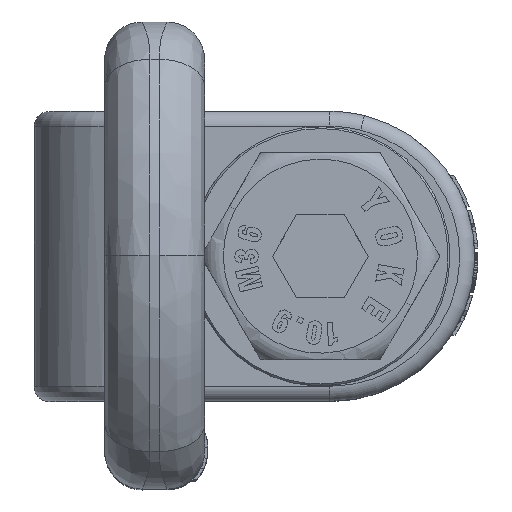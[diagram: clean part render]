
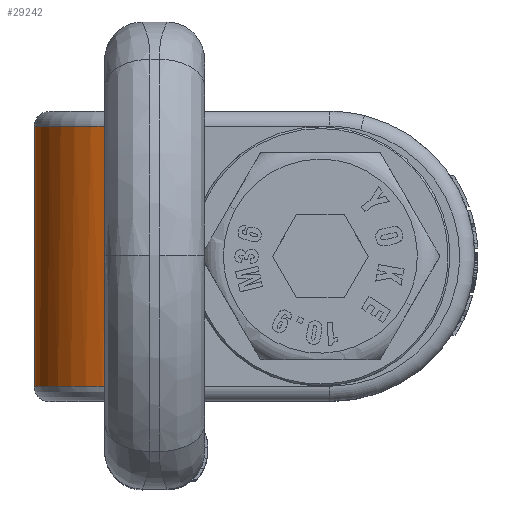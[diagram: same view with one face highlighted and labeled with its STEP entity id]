
A CAD part, top view. The second image highlights one B-rep face of the part: STEP entity #29242.
In plain terms, the highlighted cylindrical face has radius 30 mm (diameter 60 mm), a partial arc.
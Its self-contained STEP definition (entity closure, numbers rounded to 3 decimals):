
#27225=CARTESIAN_POINT('Vertex',(0.,34.5,0.)) ;
#27228=CARTESIAN_POINT('Axis2P3D Location',(30.,34.5,0.)) ;
#27232=CARTESIAN_POINT('Vertex',(30.,34.5,30.)) ;
#27617=CARTESIAN_POINT('Line Origine',(30.,-0.002,30.)) ;
#27621=CARTESIAN_POINT('Vertex',(30.,-34.504,30.)) ;
#27772=CARTESIAN_POINT('Vertex',(0.,-34.506,0.)) ;
#27776=CARTESIAN_POINT('Control Point',(0.,-34.506,0.)) ;
#27777=CARTESIAN_POINT('Control Point',(0.,-34.506,5.444)) ;
#27778=CARTESIAN_POINT('Control Point',(1.234,-34.506,10.888)) ;
#27779=CARTESIAN_POINT('Control Point',(3.707,-34.505,15.958)) ;
#27780=CARTESIAN_POINT('Control Point',(9.816,-34.505,23.446)) ;
#27781=CARTESIAN_POINT('Control Point',(18.204,-34.505,28.019)) ;
#27782=CARTESIAN_POINT('Control Point',(22.039,-34.504,29.34)) ;
#27783=CARTESIAN_POINT('Control Point',(26.019,-34.504,30.)) ;
#27784=CARTESIAN_POINT('Control Point',(30.,-34.504,30.)) ;
#29146=CARTESIAN_POINT('Line Origine',(0.,-0.003,0.)) ;
#29231=CARTESIAN_POINT('Axis2P3D Location',(30.,-0.003,0.)) ;
#27229=DIRECTION('Axis2P3D Direction',(0.,1.,0.)) ;
#27618=DIRECTION('Vector Direction',(0.,1.,0.)) ;
#29147=DIRECTION('Vector Direction',(0.,1.,0.)) ;
#29232=DIRECTION('Axis2P3D Direction',(0.,1.,0.)) ;
#29233=DIRECTION('Axis2P3D XDirection',(-1.,0.,0.)) ;
#27230=AXIS2_PLACEMENT_3D('Circle Axis2P3D',#27228,#27229,$) ;
#29234=AXIS2_PLACEMENT_3D('Cylinder Axis2P3D',#29231,#29232,#29233) ;
#29237=ORIENTED_EDGE('',*,*,#27234,.T.) ;
#29238=ORIENTED_EDGE('',*,*,#29150,.T.) ;
#29239=ORIENTED_EDGE('',*,*,#27785,.T.) ;
#29240=ORIENTED_EDGE('',*,*,#27623,.F.) ;
#27619=VECTOR('Line Direction',#27618,1.) ;
#29148=VECTOR('Line Direction',#29147,1.) ;
#29242=ADVANCED_FACE('\X2\51434EF6672C9AD4\X0\',(#29241),#29235,.T.) ;
#27775=B_SPLINE_CURVE_WITH_KNOTS('',5,(#27776,#27777,#27778,#27779,#27780,#27781,#27782,#27783,#27784),.UNSPECIFIED.,.F.,.U.,(6,3,6),(93.54,119.726,138.872),.UNSPECIFIED.) ;
#27231=CIRCLE('generated circle',#27230,30.) ;
#29235=CYLINDRICAL_SURFACE('generated cylinder',#29234,30.) ;
#27234=EDGE_CURVE('',#27233,#27226,#27231,.F.) ;
#27623=EDGE_CURVE('',#27233,#27622,#27620,.F.) ;
#27785=EDGE_CURVE('',#27773,#27622,#27775,.T.) ;
#29150=EDGE_CURVE('',#27226,#27773,#29149,.F.) ;
#29236=EDGE_LOOP('',(#29237,#29238,#29239,#29240)) ;
#29241=FACE_OUTER_BOUND('',#29236,.T.) ;
#27620=LINE('Line',#27617,#27619) ;
#29149=LINE('Line',#29146,#29148) ;
#27226=VERTEX_POINT('',#27225) ;
#27233=VERTEX_POINT('',#27232) ;
#27622=VERTEX_POINT('',#27621) ;
#27773=VERTEX_POINT('',#27772) ;
